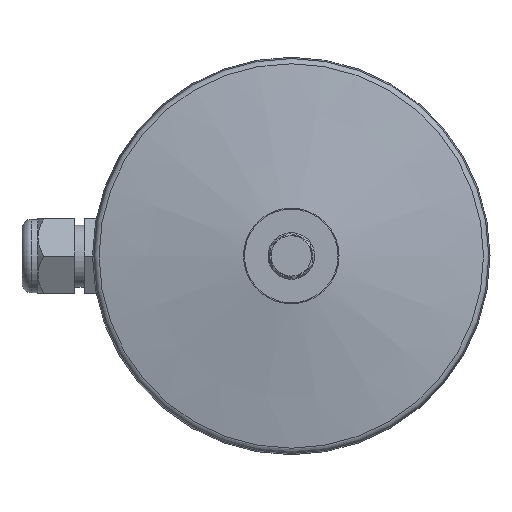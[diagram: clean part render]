
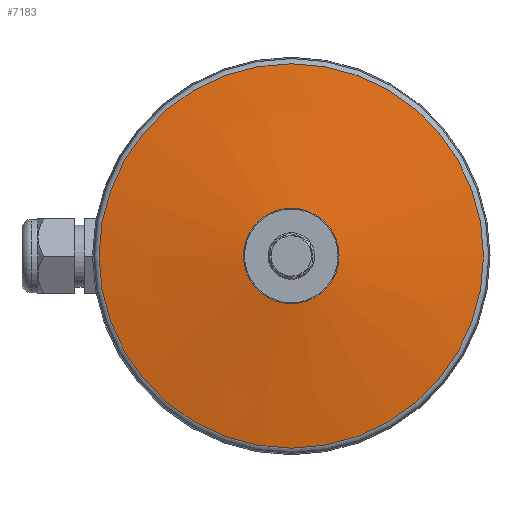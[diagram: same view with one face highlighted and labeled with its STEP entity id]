
A CAD part, top view. The second image highlights one B-rep face of the part: STEP entity #7183.
In plain terms, the highlighted conical face has half-angle 81 degrees and reference radius 38.636 mm.
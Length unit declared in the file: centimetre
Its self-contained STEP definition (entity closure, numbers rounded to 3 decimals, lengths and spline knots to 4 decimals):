
#1404=CONICAL_SURFACE('',#7611,3.8636,81.);
#2073=FACE_BOUND('',#2567,.T.);
#2144=FACE_OUTER_BOUND('',#2566,.T.);
#2566=EDGE_LOOP('',(#5021));
#2567=EDGE_LOOP('',(#5022));
#3048=CIRCLE('',#7610,1.5381);
#3049=CIRCLE('',#7612,6.1892);
#3221=VERTEX_POINT('',#9322);
#3222=VERTEX_POINT('',#9325);
#3946=EDGE_CURVE('',#3221,#3221,#3048,.T.);
#3947=EDGE_CURVE('',#3222,#3222,#3049,.T.);
#5021=ORIENTED_EDGE('',*,*,#3947,.F.);
#5022=ORIENTED_EDGE('',*,*,#3946,.T.);
#7183=ADVANCED_FACE('',(#2144,#2073),#1404,.T.);
#7610=AXIS2_PLACEMENT_3D('',#9323,#8079,#8080);
#7611=AXIS2_PLACEMENT_3D('',#9324,#8081,#8082);
#7612=AXIS2_PLACEMENT_3D('',#9326,#8083,#8084);
#8079=DIRECTION('center_axis',(0.,0.,
-1.));
#8080=DIRECTION('ref_axis',(-1.,0.,0.));
#8081=DIRECTION('center_axis',(0.,0.,
-1.));
#8082=DIRECTION('ref_axis',(-1.,0.,0.));
#8083=DIRECTION('center_axis',(0.,0.,
-1.));
#8084=DIRECTION('ref_axis',(-1.,0.,0.));
#9322=CARTESIAN_POINT('',(-1.5381,0.,27.4475));
#9323=CARTESIAN_POINT('Origin',(0.,0.,
27.4475));
#9324=CARTESIAN_POINT('Origin',(0.,0.,
27.0792));
#9325=CARTESIAN_POINT('',(-6.1892,0.,26.7109));
#9326=CARTESIAN_POINT('Origin',(0.,0.,
26.7109));
